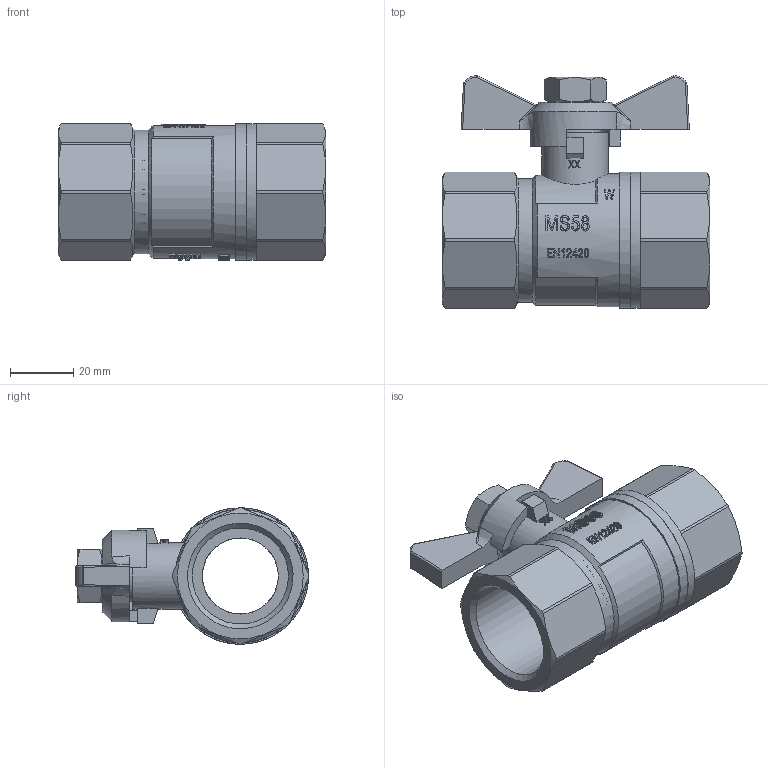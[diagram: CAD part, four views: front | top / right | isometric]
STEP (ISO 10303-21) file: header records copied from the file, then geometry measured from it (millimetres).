
FILE_DESCRIPTION(/* description */ ('Unknown'),/* implementation_level */ '2;1');
FILE_NAME(/* name */ '766-06',/* time_stamp */ '2022-08-09T09:18:47+02:00',/* author */ ('Unknown'),/* organization */ ('Unknown'),/* preprocessor_version */ 'ST-DEVELOPER v16.7',/* originating_system */ 'Solid Edge',/* authorisation */ 'Unknown');
FILE_SCHEMA (('AUTOMOTIVE_DESIGN { 1 0 10303 214 3 1 1 }','AUTOMOTIVE_DESIGN {1 0 10303 214 3 1 1}'));
Length unit declared in the file: millimetre
Products named in the file (9): 2.766.025; Flügelgriff 1; 756-1-Kvrper-co_oa_0; 756-1-Einschraubteil; 756-1-Kvrper; 756-1-Spindel zus._oa_1; 756-1-spindel; 756-1-Stopfbuchse; 600-1-Mutter-al.g.
Assembly tree (8 placements, depth 3):
  2.766.025
    Flügelgriff 1
    756-1-Kvrper-co_oa_0
      756-1-Einschraubteil
      756-1-Kvrper
    756-1-Spindel zus._oa_1
      756-1-spindel
      756-1-Stopfbuchse
    600-1-Mutter-al.g.
Bounding box: 84.5 x 73.5 x 43 mm (x, y, z)
Volume: 59979.2 mm3; surface area: 35766.7 mm2
Topology: 6 solids, 10 shells, 1185 faces, 3291 edges, 2179 vertices
Faces by surface type: plane 1011, cylinder 111, cone 36, bspline 18, sphere 8, torus 1
Full cylindrical faces by diameter (mm): 8.5 x1, 8.9 x1, 12 x2, 12.1 x1, 12.5 x1, 14 x1, 14.5 x1, 16 x1, 16.5 x1, 18 x1, 21 x1, 22.5 x1, 24 x2, 30.291 x2, 33 x2, 37.5 x1, 39 x2, 39.2 x1, 42 x1, 43 x2
Entity records: 49068 total; most frequent: CARTESIAN_POINT 9783, DIRECTION 7343, ORIENTED_EDGE 6444, EDGE_CURVE 3222, AXIS2_PLACEMENT_3D 3043, VERTEX_POINT 2161, ELLIPSE 1516, EDGE_LOOP 1301
